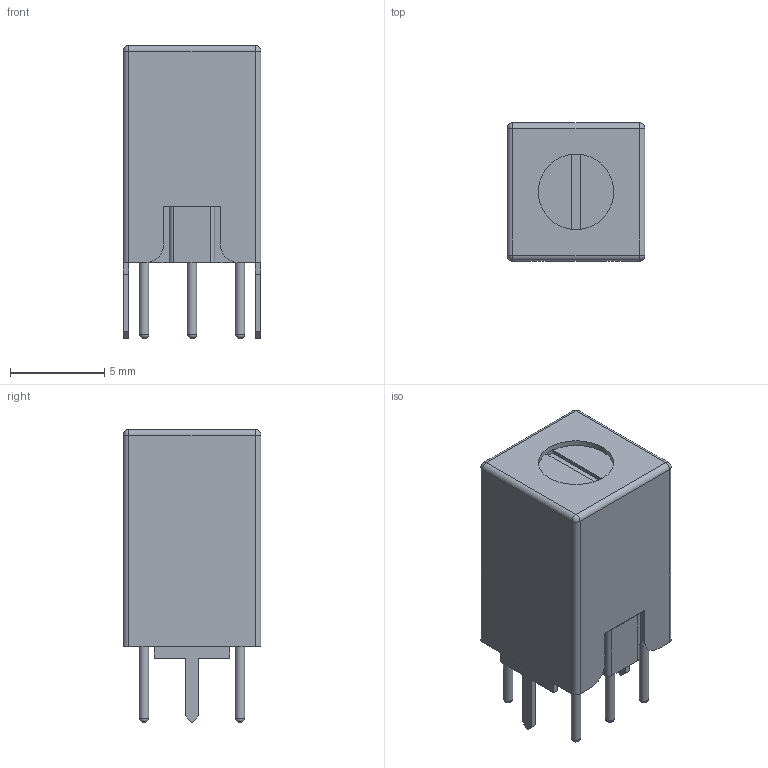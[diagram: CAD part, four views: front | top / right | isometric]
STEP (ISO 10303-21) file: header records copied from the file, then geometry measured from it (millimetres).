
FILE_DESCRIPTION(('FreeCAD Model'),'2;1');
FILE_NAME('71-5.stp', '2015-04-19T11:28:49',('FreeCAD'),('FreeCAD'), 'Open CASCADE STEP processor 6.7','FreeCAD','Unknown');
FILE_SCHEMA(('AUTOMOTIVE_DESIGN_CC2 { 1 2 10303 214 -1 1 5 4 }'));
Length unit declared in the file: millimetre
Products named in the file (4): Fusion001; Pocket003; Fusion002; Fillet002
Bounding box: 7.3 x 7.3 x 15.5 mm (x, y, z)
Volume: 273.6 mm3; surface area: 1183.8 mm2
Topology: 8 solids, 8 shells, 142 faces, 335 edges, 211 vertices
Faces by surface type: plane 100, cylinder 33, revolution 5, sphere 4
Full cylindrical faces by diameter (mm): 0.5 x5, 1 x1, 3 x2, 4 x2, 4.4 x1
Entity records: 8720 total; most frequent: CARTESIAN_POINT 1756, DIRECTION 1297, LINE 831, VECTOR 831, ORIENTED_EDGE 670, PCURVE 670, DEFINITIONAL_REPRESENTATION 670, EDGE_CURVE 335
